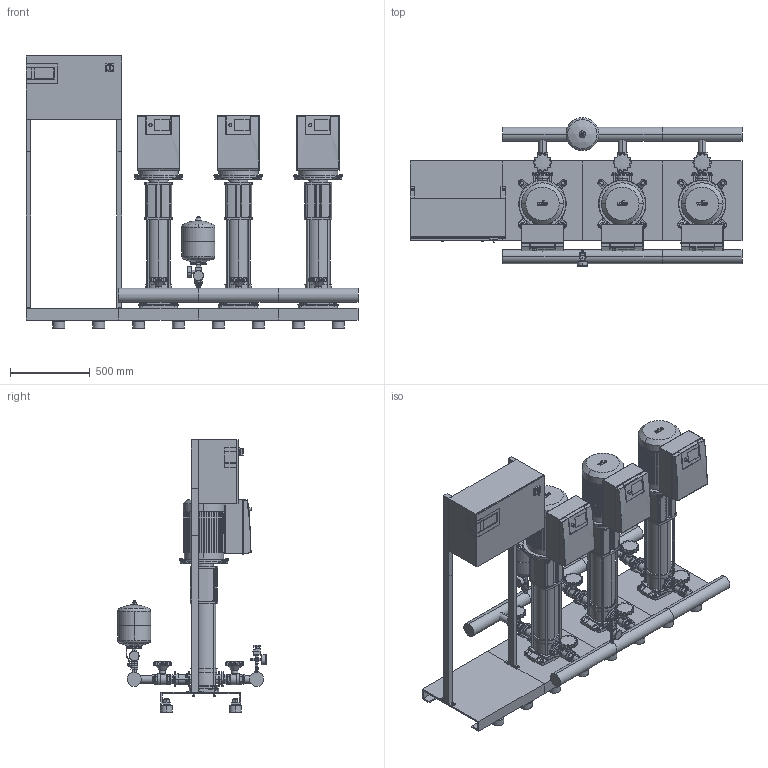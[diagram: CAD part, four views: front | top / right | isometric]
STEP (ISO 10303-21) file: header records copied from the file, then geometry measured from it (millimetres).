
FILE_DESCRIPTION((''),'2;1');
FILE_NAME('3d_COR-3HELIXVE1009_K_CCE-01-2535974.stp','2015-10-02T14:58:43',(''),(''),'Mechanical Desktop 2009','Mechanical Desktop 2009',', , ');
FILE_SCHEMA(('CONFIG_CONTROL_DESIGN'));
Length unit declared in the file: millimetre
Products named in the file (1): Product
Bounding box: 2080 x 930 x 1705 mm (x, y, z)
Volume: 264062026.4 mm3; surface area: 14272052.9 mm2
Topology: 186 solids, 186 shells, 5751 faces, 14883 edges, 9711 vertices
Faces by surface type: plane 2313, bspline 1558, cylinder 1467, cone 203, torus 146, sphere 64
Entity records: 189133 total; most frequent: CARTESIAN_POINT 49541, ORIENTED_EDGE 29654, DIRECTION 27130, EDGE_CURVE 14827, VERTEX_POINT 9705, VECTOR 9544, LINE 9544, AXIS2_PLACEMENT_3D 8793
